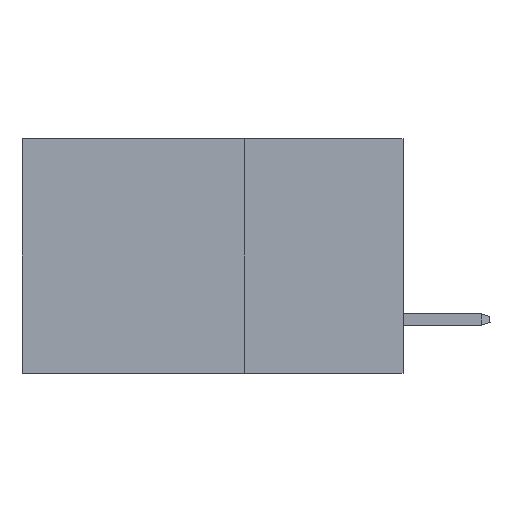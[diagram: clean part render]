
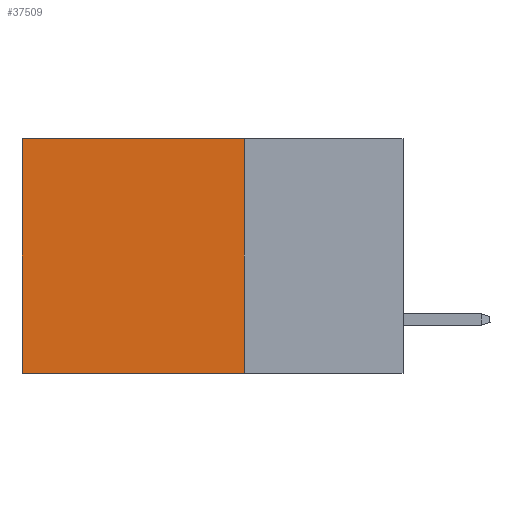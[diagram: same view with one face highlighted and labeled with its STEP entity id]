
A CAD part, left-side view. The second image highlights one B-rep face of the part: STEP entity #37509.
In plain terms, the highlighted planar face has unit normal (-1, 0, 0).
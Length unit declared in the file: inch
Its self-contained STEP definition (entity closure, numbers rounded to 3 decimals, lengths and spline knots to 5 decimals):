
#49 = EDGE_CURVE ( 'NONE', #7453, #10545, #9569, .T. ) ;
#69 = CARTESIAN_POINT ( 'NONE',  ( 0.2875, 0.25, 0. ) ) ;
#2076 = DIRECTION ( 'NONE',  ( 0., 0., -1. ) ) ;
#4423 = VERTEX_POINT ( 'NONE', #19364 ) ;
#4960 = DIRECTION ( 'NONE',  ( 1., 0., 0. ) ) ;
#7284 = CARTESIAN_POINT ( 'NONE',  ( 0.2875, 0.25, -0.37 ) ) ;
#7453 = VERTEX_POINT ( 'NONE', #24401 ) ;
#8306 = ORIENTED_EDGE ( 'NONE', *, *, #49, .T. ) ;
#8804 = DIRECTION ( 'NONE',  ( 0., 1., 0. ) ) ;
#9569 = LINE ( 'NONE', #18774, #11984 ) ;
#10466 = ORIENTED_EDGE ( 'NONE', *, *, #18762, .F. ) ;
#10504 = CARTESIAN_POINT ( 'NONE',  ( 0.2875, 0.25, 0. ) ) ;
#10545 = VERTEX_POINT ( 'NONE', #36529 ) ;
#11174 = LINE ( 'NONE', #69, #25345 ) ;
#11473 = EDGE_LOOP ( 'NONE', ( #8306, #12555, #10466, #31360 ) ) ;
#11984 = VECTOR ( 'NONE', #29876, 39.37008 ) ;
#12555 = ORIENTED_EDGE ( 'NONE', *, *, #22070, .F. ) ;
#13037 = DIRECTION ( 'NONE',  ( 0., 1., 0. ) ) ;
#18762 = EDGE_CURVE ( 'NONE', #29033, #4423, #11174, .T. ) ;
#18774 = CARTESIAN_POINT ( 'NONE',  ( 0.2875, 0.6, 0. ) ) ;
#19364 = CARTESIAN_POINT ( 'NONE',  ( 0.2875, 0.25, -0.37 ) ) ;
#22070 = EDGE_CURVE ( 'NONE', #4423, #10545, #25276, .T. ) ;
#24401 = CARTESIAN_POINT ( 'NONE',  ( 0.2875, 0.6, 0. ) ) ;
#25276 = LINE ( 'NONE', #7284, #31543 ) ;
#25345 = VECTOR ( 'NONE', #25546, 39.37008 ) ;
#25427 = AXIS2_PLACEMENT_3D ( 'NONE', #10504, #4960, #2076 ) ;
#25546 = DIRECTION ( 'NONE',  ( 0., 0., -1. ) ) ;
#26639 = CARTESIAN_POINT ( 'NONE',  ( 0.2875, 0.25, 0. ) ) ;
#28297 = PLANE ( 'NONE',  #25427 ) ;
#28834 = EDGE_CURVE ( 'NONE', #29033, #7453, #32195, .T. ) ;
#29033 = VERTEX_POINT ( 'NONE', #30075 ) ;
#29876 = DIRECTION ( 'NONE',  ( 0., 0., -1. ) ) ;
#30075 = CARTESIAN_POINT ( 'NONE',  ( 0.2875, 0.25, 0. ) ) ;
#31175 = FACE_OUTER_BOUND ( 'NONE', #11473, .T. ) ;
#31360 = ORIENTED_EDGE ( 'NONE', *, *, #28834, .T. ) ;
#31543 = VECTOR ( 'NONE', #13037, 39.37008 ) ;
#32195 = LINE ( 'NONE', #26639, #34255 ) ;
#34255 = VECTOR ( 'NONE', #8804, 39.37008 ) ;
#36529 = CARTESIAN_POINT ( 'NONE',  ( 0.2875, 0.6, -0.37 ) ) ;
#37509 = ADVANCED_FACE ( 'NONE', ( #31175 ), #28297, .F. ) ;
